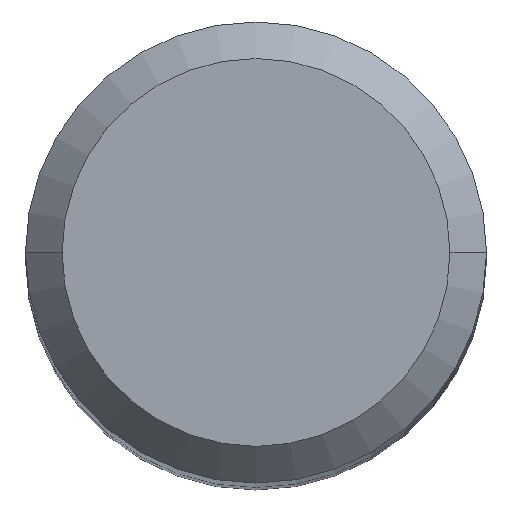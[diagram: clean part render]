
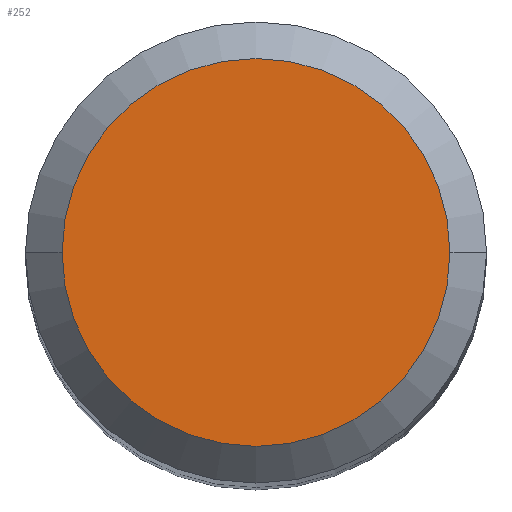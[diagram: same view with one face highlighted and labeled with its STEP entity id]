
A CAD part, top view. The second image highlights one B-rep face of the part: STEP entity #252.
In plain terms, the highlighted planar face has unit normal (0, 0, 1).
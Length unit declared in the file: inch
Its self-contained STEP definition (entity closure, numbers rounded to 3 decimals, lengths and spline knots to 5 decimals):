
#31 = DIRECTION ( 'NONE',  ( 0., 0., -1. ) ) ;
#35 = DIRECTION ( 'NONE',  ( -1., 0., 0. ) ) ;
#57 = CARTESIAN_POINT ( 'NONE',  ( 0., 0., 0. ) ) ;
#68 = DIRECTION ( 'NONE',  ( 0., 0., 1. ) ) ;
#73 = EDGE_CURVE ( 'NONE', #279, #375, #141, .T. ) ;
#74 = EDGE_LOOP ( 'NONE', ( #100, #248 ) ) ;
#89 = AXIS2_PLACEMENT_3D ( 'NONE', #329, #68, #188 ) ;
#96 = AXIS2_PLACEMENT_3D ( 'NONE', #213, #31, #35 ) ;
#100 = ORIENTED_EDGE ( 'NONE', *, *, #384, .T. ) ;
#121 = PLANE ( 'NONE',  #96 ) ;
#141 = CIRCLE ( 'NONE', #193, 0.1656 ) ;
#157 = FACE_OUTER_BOUND ( 'NONE', #74, .T. ) ;
#180 = DIRECTION ( 'NONE',  ( 1., 0., 0. ) ) ;
#188 = DIRECTION ( 'NONE',  ( 1., 0., 0. ) ) ;
#193 = AXIS2_PLACEMENT_3D ( 'NONE', #57, #209, #180 ) ;
#209 = DIRECTION ( 'NONE',  ( 0., 0., 1. ) ) ;
#213 = CARTESIAN_POINT ( 'NONE',  ( 0., 0., 0. ) ) ;
#219 = CARTESIAN_POINT ( 'NONE',  ( -0.1656, 0., 0. ) ) ;
#248 = ORIENTED_EDGE ( 'NONE', *, *, #73, .T. ) ;
#252 = ADVANCED_FACE ( 'NONE', ( #157 ), #121, .F. ) ;
#276 = CARTESIAN_POINT ( 'NONE',  ( 0.1656, 0., 0. ) ) ;
#279 = VERTEX_POINT ( 'NONE', #276 ) ;
#329 = CARTESIAN_POINT ( 'NONE',  ( 0., 0., 0. ) ) ;
#335 = CIRCLE ( 'NONE', #89, 0.1656 ) ;
#375 = VERTEX_POINT ( 'NONE', #219 ) ;
#384 = EDGE_CURVE ( 'NONE', #375, #279, #335, .T. ) ;
